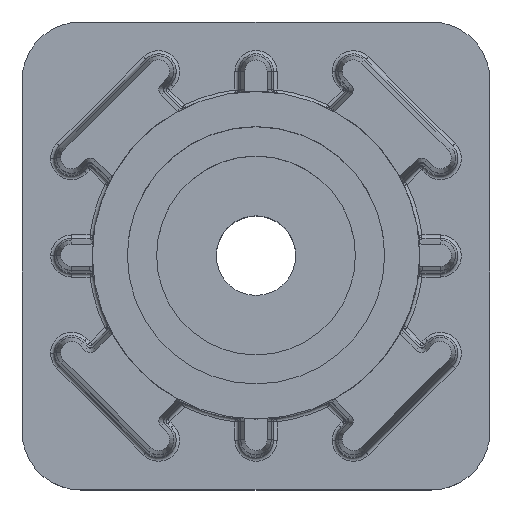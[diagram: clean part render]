
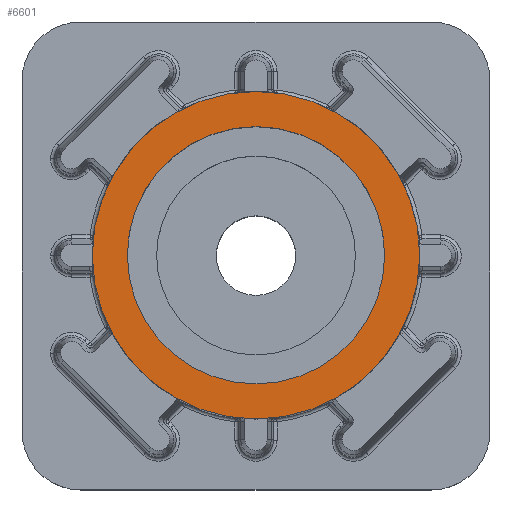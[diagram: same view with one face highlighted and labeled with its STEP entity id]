
A CAD part, top view. The second image highlights one B-rep face of the part: STEP entity #6601.
In plain terms, the highlighted planar face has unit normal (0, 0, 1).
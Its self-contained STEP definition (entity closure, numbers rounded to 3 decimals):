
#151 = DIRECTION ( 'NONE',  ( 1., 0., 0. ) ) ;
#448 = CARTESIAN_POINT ( 'NONE',  ( -14., 0., 43. ) ) ;
#545 = CARTESIAN_POINT ( 'NONE',  ( 0., 0., 43. ) ) ;
#957 = DIRECTION ( 'NONE',  ( 0., 0., 1. ) ) ;
#1049 = CARTESIAN_POINT ( 'NONE',  ( 11., 0., 43. ) ) ;
#1353 = EDGE_CURVE ( 'NONE', #8891, #4071, #5979, .T. ) ;
#1536 = EDGE_LOOP ( 'NONE', ( #11024, #5335 ) ) ;
#1652 = AXIS2_PLACEMENT_3D ( 'NONE', #6523, #957, #7406 ) ;
#1707 = ORIENTED_EDGE ( 'NONE', *, *, #2420, .T. ) ;
#1767 = CARTESIAN_POINT ( 'NONE',  ( 14., 0., 43. ) ) ;
#2158 = FACE_OUTER_BOUND ( 'NONE', #6659, .T. ) ;
#2218 = CIRCLE ( 'NONE', #4179, 14. ) ;
#2420 = EDGE_CURVE ( 'NONE', #7048, #11718, #5555, .T. ) ;
#2457 = DIRECTION ( 'NONE',  ( 1., 0., 0. ) ) ;
#2525 = AXIS2_PLACEMENT_3D ( 'NONE', #5494, #11750, #6403 ) ;
#4071 = VERTEX_POINT ( 'NONE', #1049 ) ;
#4179 = AXIS2_PLACEMENT_3D ( 'NONE', #4247, #10513, #5169 ) ;
#4247 = CARTESIAN_POINT ( 'NONE',  ( 0., 0., 43. ) ) ;
#5169 = DIRECTION ( 'NONE',  ( 1., 0., 0. ) ) ;
#5335 = ORIENTED_EDGE ( 'NONE', *, *, #9658, .F. ) ;
#5494 = CARTESIAN_POINT ( 'NONE',  ( 0., 0., 43. ) ) ;
#5555 = CIRCLE ( 'NONE', #1652, 14. ) ;
#5763 = DIRECTION ( 'NONE',  ( 0., 0., 1. ) ) ;
#5979 = CIRCLE ( 'NONE', #7721, 11. ) ;
#6276 = CIRCLE ( 'NONE', #2525, 11. ) ;
#6403 = DIRECTION ( 'NONE',  ( 1., 0., 0. ) ) ;
#6430 = AXIS2_PLACEMENT_3D ( 'NONE', #545, #7931, #2457 ) ;
#6523 = CARTESIAN_POINT ( 'NONE',  ( 0., 0., 43. ) ) ;
#6601 = ADVANCED_FACE ( 'NONE', ( #7050, #2158 ), #7034, .T. ) ;
#6659 = EDGE_LOOP ( 'NONE', ( #1707, #8387 ) ) ;
#7034 = PLANE ( 'NONE',  #6430 ) ;
#7048 = VERTEX_POINT ( 'NONE', #448 ) ;
#7050 = FACE_BOUND ( 'NONE', #1536, .T. ) ;
#7406 = DIRECTION ( 'NONE',  ( 1., 0., 0. ) ) ;
#7721 = AXIS2_PLACEMENT_3D ( 'NONE', #11101, #5763, #151 ) ;
#7931 = DIRECTION ( 'NONE',  ( 0., 0., 1. ) ) ;
#8387 = ORIENTED_EDGE ( 'NONE', *, *, #10033, .T. ) ;
#8891 = VERTEX_POINT ( 'NONE', #11135 ) ;
#9658 = EDGE_CURVE ( 'NONE', #4071, #8891, #6276, .T. ) ;
#10033 = EDGE_CURVE ( 'NONE', #11718, #7048, #2218, .T. ) ;
#10513 = DIRECTION ( 'NONE',  ( 0., 0., 1. ) ) ;
#11024 = ORIENTED_EDGE ( 'NONE', *, *, #1353, .F. ) ;
#11101 = CARTESIAN_POINT ( 'NONE',  ( 0., 0., 43. ) ) ;
#11135 = CARTESIAN_POINT ( 'NONE',  ( -11., 0., 43. ) ) ;
#11718 = VERTEX_POINT ( 'NONE', #1767 ) ;
#11750 = DIRECTION ( 'NONE',  ( 0., 0., 1. ) ) ;
